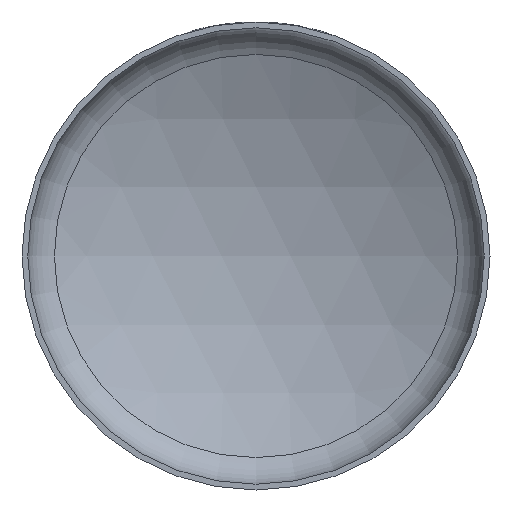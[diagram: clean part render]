
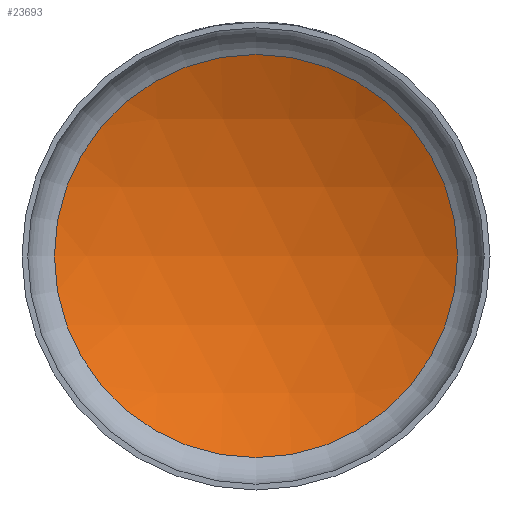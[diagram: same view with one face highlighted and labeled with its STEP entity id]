
A CAD part, front view. The second image highlights one B-rep face of the part: STEP entity #23693.
In plain terms, the highlighted spherical face has radius 406.4 mm.
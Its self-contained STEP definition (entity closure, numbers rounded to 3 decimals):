
#1148 = ORIENTED_EDGE ( 'NONE', *, *, #28097, .T. ) ;
#1248 = FACE_OUTER_BOUND ( 'NONE', #15178, .T. ) ;
#3333 = DIRECTION ( 'NONE',  ( 1., 0., 0. ) ) ;
#6427 = CIRCLE ( 'NONE', #11944, 175.067 ) ;
#8658 = CARTESIAN_POINT ( 'NONE',  ( 0., -312.084, 0. ) ) ;
#9930 = DIRECTION ( 'NONE',  ( 0., 0., 1. ) ) ;
#11888 = DIRECTION ( 'NONE',  ( 0., 0., -1. ) ) ;
#11944 = AXIS2_PLACEMENT_3D ( 'NONE', #27684, #14139, #11888 ) ;
#14139 = DIRECTION ( 'NONE',  ( 0., -1., 0. ) ) ;
#15178 = EDGE_LOOP ( 'NONE', ( #1148 ) ) ;
#15419 = AXIS2_PLACEMENT_3D ( 'NONE', #8658, #9930, #3333 ) ;
#17061 = SPHERICAL_SURFACE ( 'NONE', #15419, 406.4 ) ;
#17636 = CARTESIAN_POINT ( 'NONE',  ( 0., 54.676, -175.067 ) ) ;
#23693 = ADVANCED_FACE ( 'NONE', ( #1248 ), #17061, .F. ) ;
#27684 = CARTESIAN_POINT ( 'NONE',  ( 0., 54.676, 0. ) ) ;
#27838 = VERTEX_POINT ( 'NONE', #17636 ) ;
#28097 = EDGE_CURVE ( 'NONE', #27838, #27838, #6427, .T. ) ;
